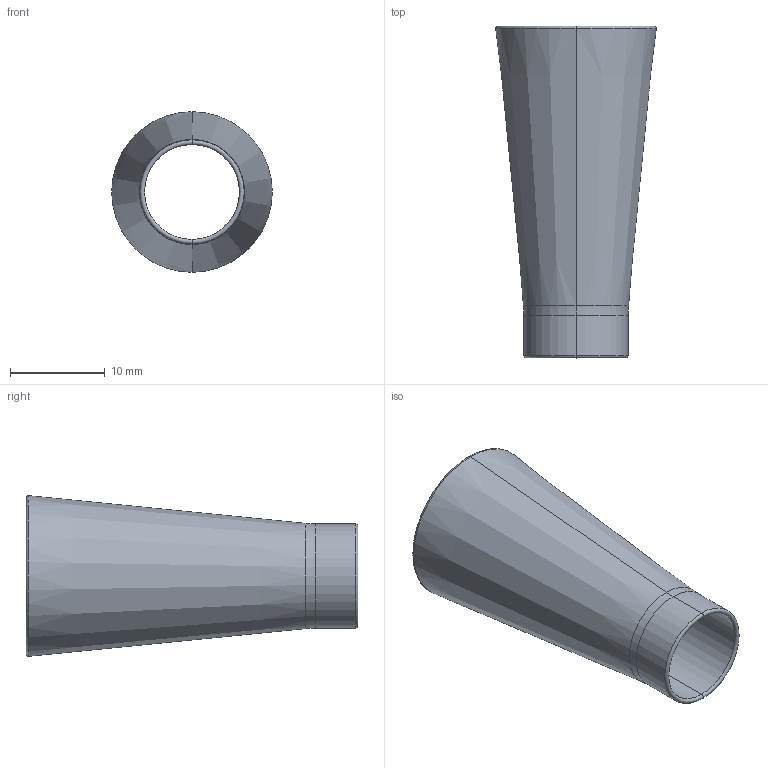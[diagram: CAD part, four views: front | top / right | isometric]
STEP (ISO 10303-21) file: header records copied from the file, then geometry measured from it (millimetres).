
FILE_DESCRIPTION (( 'STEP AP203' ), '1' );
FILE_NAME ('acoble.par_Défaut_sldprt.STEP', '2024-03-20T04:11:13', ( '' ), ( '' ), 'SwSTEP 2.0', 'SolidWorks 2022', '' );
FILE_SCHEMA (( 'CONFIG_CONTROL_DESIGN' ));
Length unit declared in the file: millimetre
Products named in the file (1): acoble.par_Défaut_sldprt
Bounding box: 16.95 x 35 x 16.95 mm (x, y, z)
Volume: 2413.5 mm3; surface area: 2749 mm2
Topology: 1 solids, 1 shells, 13 faces, 26 edges, 14 vertices
Faces by surface type: torus 6, cylinder 4, cone 2, plane 1
Entity records: 421 total; most frequent: DIRECTION 74, CARTESIAN_POINT 54, ORIENTED_EDGE 52, AXIS2_PLACEMENT_3D 34, EDGE_CURVE 26, CIRCLE 20, EDGE_LOOP 14, VERTEX_POINT 14
